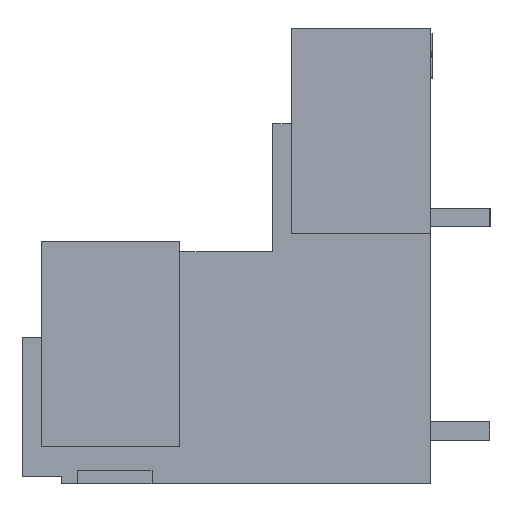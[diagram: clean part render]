
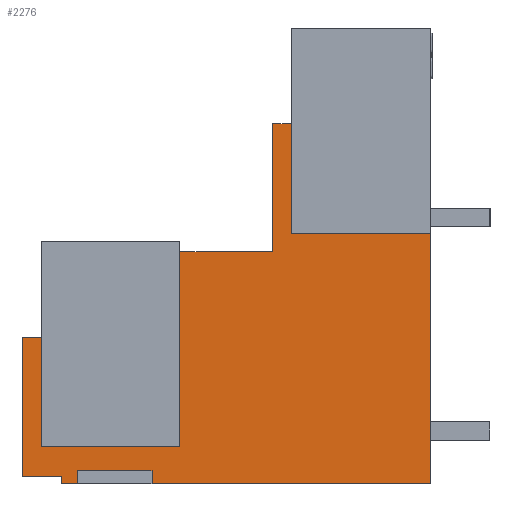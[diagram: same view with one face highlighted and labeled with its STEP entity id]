
A CAD part, left-side view. The second image highlights one B-rep face of the part: STEP entity #2276.
In plain terms, the highlighted planar face has unit normal (-1, 0, 0).
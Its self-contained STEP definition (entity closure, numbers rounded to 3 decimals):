
#2158=AXIS2_PLACEMENT_3D('Plane Axis2P3D',#2155,#2156,#2157) ;
#124=CARTESIAN_POINT('Vertex',(3.45,16.7,12.5)) ;
#127=CARTESIAN_POINT('Line Origine',(3.45,14.2,12.5)) ;
#131=CARTESIAN_POINT('Vertex',(3.45,11.7,12.5)) ;
#735=CARTESIAN_POINT('Line Origine',(3.45,24.175,4.95)) ;
#739=CARTESIAN_POINT('Vertex',(3.45,24.175,7.9)) ;
#741=CARTESIAN_POINT('Vertex',(3.45,24.175,2.)) ;
#1818=CARTESIAN_POINT('Line Origine',(3.45,20.438,2.)) ;
#1822=CARTESIAN_POINT('Vertex',(3.45,16.7,2.)) ;
#1894=CARTESIAN_POINT('Line Origine',(3.45,16.7,7.25)) ;
#2155=CARTESIAN_POINT('Axis2P3D Location',(3.45,3.2,0.4)) ;
#2160=CARTESIAN_POINT('Line Origine',(3.45,10.7,0.)) ;
#2164=CARTESIAN_POINT('Vertex',(3.45,18.2,0.)) ;
#2166=CARTESIAN_POINT('Vertex',(3.45,3.2,0.)) ;
#2169=CARTESIAN_POINT('Line Origine',(3.45,3.2,6.75)) ;
#2173=CARTESIAN_POINT('Vertex',(3.45,3.2,13.5)) ;
#2176=CARTESIAN_POINT('Line Origine',(3.45,6.95,13.5)) ;
#2180=CARTESIAN_POINT('Vertex',(3.45,10.7,13.5)) ;
#2183=CARTESIAN_POINT('Line Origine',(3.45,10.7,16.45)) ;
#2187=CARTESIAN_POINT('Vertex',(3.45,10.7,19.4)) ;
#2190=CARTESIAN_POINT('Line Origine',(3.45,11.2,19.4)) ;
#2194=CARTESIAN_POINT('Vertex',(3.45,11.7,19.4)) ;
#2197=CARTESIAN_POINT('Line Origine',(3.45,11.7,15.95)) ;
#2202=CARTESIAN_POINT('Line Origine',(3.45,24.687,7.9)) ;
#2206=CARTESIAN_POINT('Vertex',(3.45,25.2,7.9)) ;
#2209=CARTESIAN_POINT('Line Origine',(3.45,25.2,4.15)) ;
#2213=CARTESIAN_POINT('Vertex',(3.45,25.2,0.4)) ;
#2216=CARTESIAN_POINT('Line Origine',(3.45,24.145,0.4)) ;
#2220=CARTESIAN_POINT('Vertex',(3.45,23.09,0.4)) ;
#2223=CARTESIAN_POINT('Line Origine',(3.45,23.09,0.2)) ;
#2227=CARTESIAN_POINT('Vertex',(3.45,23.09,0.)) ;
#2230=CARTESIAN_POINT('Line Origine',(3.45,22.645,0.)) ;
#2234=CARTESIAN_POINT('Vertex',(3.45,22.2,0.)) ;
#2237=CARTESIAN_POINT('Line Origine',(3.45,22.2,0.35)) ;
#2241=CARTESIAN_POINT('Vertex',(3.45,22.2,0.7)) ;
#2244=CARTESIAN_POINT('Line Origine',(3.45,20.2,0.7)) ;
#2248=CARTESIAN_POINT('Vertex',(3.45,18.2,0.7)) ;
#2251=CARTESIAN_POINT('Line Origine',(3.45,18.2,0.35)) ;
#128=DIRECTION('Vector Direction',(0.,1.,0.)) ;
#736=DIRECTION('Vector Direction',(0.,0.,-1.)) ;
#1819=DIRECTION('Vector Direction',(0.,-1.,0.)) ;
#1895=DIRECTION('Vector Direction',(0.,0.,-1.)) ;
#2156=DIRECTION('Axis2P3D Direction',(-1.,0.,0.)) ;
#2157=DIRECTION('Axis2P3D XDirection',(0.,0.,-1.)) ;
#2161=DIRECTION('Vector Direction',(0.,-1.,0.)) ;
#2170=DIRECTION('Vector Direction',(0.,0.,1.)) ;
#2177=DIRECTION('Vector Direction',(0.,-1.,0.)) ;
#2184=DIRECTION('Vector Direction',(0.,0.,-1.)) ;
#2191=DIRECTION('Vector Direction',(0.,1.,0.)) ;
#2198=DIRECTION('Vector Direction',(0.,0.,-1.)) ;
#2203=DIRECTION('Vector Direction',(0.,1.,0.)) ;
#2210=DIRECTION('Vector Direction',(0.,0.,-1.)) ;
#2217=DIRECTION('Vector Direction',(0.,-1.,0.)) ;
#2224=DIRECTION('Vector Direction',(0.,0.,-1.)) ;
#2231=DIRECTION('Vector Direction',(0.,-1.,0.)) ;
#2238=DIRECTION('Vector Direction',(0.,0.,1.)) ;
#2245=DIRECTION('Vector Direction',(0.,-1.,0.)) ;
#2252=DIRECTION('Vector Direction',(0.,0.,1.)) ;
#129=VECTOR('Line Direction',#128,1.) ;
#737=VECTOR('Line Direction',#736,1.) ;
#1820=VECTOR('Line Direction',#1819,1.) ;
#1896=VECTOR('Line Direction',#1895,1.) ;
#2162=VECTOR('Line Direction',#2161,1.) ;
#2171=VECTOR('Line Direction',#2170,1.) ;
#2178=VECTOR('Line Direction',#2177,1.) ;
#2185=VECTOR('Line Direction',#2184,1.) ;
#2192=VECTOR('Line Direction',#2191,1.) ;
#2199=VECTOR('Line Direction',#2198,1.) ;
#2204=VECTOR('Line Direction',#2203,1.) ;
#2211=VECTOR('Line Direction',#2210,1.) ;
#2218=VECTOR('Line Direction',#2217,1.) ;
#2225=VECTOR('Line Direction',#2224,1.) ;
#2232=VECTOR('Line Direction',#2231,1.) ;
#2239=VECTOR('Line Direction',#2238,1.) ;
#2246=VECTOR('Line Direction',#2245,1.) ;
#2253=VECTOR('Line Direction',#2252,1.) ;
#2257=ORIENTED_EDGE('',*,*,#2168,.T.) ;
#2258=ORIENTED_EDGE('',*,*,#2175,.T.) ;
#2259=ORIENTED_EDGE('',*,*,#2182,.F.) ;
#2260=ORIENTED_EDGE('',*,*,#2189,.F.) ;
#2261=ORIENTED_EDGE('',*,*,#2196,.T.) ;
#2262=ORIENTED_EDGE('',*,*,#2201,.T.) ;
#2263=ORIENTED_EDGE('',*,*,#133,.T.) ;
#2264=ORIENTED_EDGE('',*,*,#1898,.T.) ;
#2265=ORIENTED_EDGE('',*,*,#1824,.F.) ;
#2266=ORIENTED_EDGE('',*,*,#743,.F.) ;
#2267=ORIENTED_EDGE('',*,*,#2208,.T.) ;
#2268=ORIENTED_EDGE('',*,*,#2215,.T.) ;
#2269=ORIENTED_EDGE('',*,*,#2222,.T.) ;
#2270=ORIENTED_EDGE('',*,*,#2229,.T.) ;
#2271=ORIENTED_EDGE('',*,*,#2236,.T.) ;
#2272=ORIENTED_EDGE('',*,*,#2243,.T.) ;
#2273=ORIENTED_EDGE('',*,*,#2250,.T.) ;
#2274=ORIENTED_EDGE('',*,*,#2255,.F.) ;
#2276=ADVANCED_FACE('HOUSING',(#2275),#2159,.T.) ;
#133=EDGE_CURVE('',#132,#125,#130,.T.) ;
#743=EDGE_CURVE('',#740,#742,#738,.T.) ;
#1824=EDGE_CURVE('',#742,#1823,#1821,.T.) ;
#1898=EDGE_CURVE('',#125,#1823,#1897,.T.) ;
#2168=EDGE_CURVE('',#2165,#2167,#2163,.T.) ;
#2175=EDGE_CURVE('',#2167,#2174,#2172,.T.) ;
#2182=EDGE_CURVE('',#2181,#2174,#2179,.T.) ;
#2189=EDGE_CURVE('',#2188,#2181,#2186,.T.) ;
#2196=EDGE_CURVE('',#2188,#2195,#2193,.T.) ;
#2201=EDGE_CURVE('',#2195,#132,#2200,.T.) ;
#2208=EDGE_CURVE('',#740,#2207,#2205,.T.) ;
#2215=EDGE_CURVE('',#2207,#2214,#2212,.T.) ;
#2222=EDGE_CURVE('',#2214,#2221,#2219,.T.) ;
#2229=EDGE_CURVE('',#2221,#2228,#2226,.T.) ;
#2236=EDGE_CURVE('',#2228,#2235,#2233,.T.) ;
#2243=EDGE_CURVE('',#2235,#2242,#2240,.T.) ;
#2250=EDGE_CURVE('',#2242,#2249,#2247,.T.) ;
#2255=EDGE_CURVE('',#2165,#2249,#2254,.T.) ;
#2256=EDGE_LOOP('',(#2257,#2258,#2259,#2260,#2261,#2262,#2263,#2264,#2265,#2266,#2267,#2268,#2269,#2270,#2271,#2272,#2273,#2274)) ;
#2275=FACE_OUTER_BOUND('',#2256,.T.) ;
#130=LINE('Line',#127,#129) ;
#738=LINE('Line',#735,#737) ;
#1821=LINE('Line',#1818,#1820) ;
#1897=LINE('Line',#1894,#1896) ;
#2163=LINE('Line',#2160,#2162) ;
#2172=LINE('Line',#2169,#2171) ;
#2179=LINE('Line',#2176,#2178) ;
#2186=LINE('Line',#2183,#2185) ;
#2193=LINE('Line',#2190,#2192) ;
#2200=LINE('Line',#2197,#2199) ;
#2205=LINE('Line',#2202,#2204) ;
#2212=LINE('Line',#2209,#2211) ;
#2219=LINE('Line',#2216,#2218) ;
#2226=LINE('Line',#2223,#2225) ;
#2233=LINE('Line',#2230,#2232) ;
#2240=LINE('Line',#2237,#2239) ;
#2247=LINE('Line',#2244,#2246) ;
#2254=LINE('Line',#2251,#2253) ;
#2159=PLANE('',#2158) ;
#125=VERTEX_POINT('',#124) ;
#132=VERTEX_POINT('',#131) ;
#740=VERTEX_POINT('',#739) ;
#742=VERTEX_POINT('',#741) ;
#1823=VERTEX_POINT('',#1822) ;
#2165=VERTEX_POINT('',#2164) ;
#2167=VERTEX_POINT('',#2166) ;
#2174=VERTEX_POINT('',#2173) ;
#2181=VERTEX_POINT('',#2180) ;
#2188=VERTEX_POINT('',#2187) ;
#2195=VERTEX_POINT('',#2194) ;
#2207=VERTEX_POINT('',#2206) ;
#2214=VERTEX_POINT('',#2213) ;
#2221=VERTEX_POINT('',#2220) ;
#2228=VERTEX_POINT('',#2227) ;
#2235=VERTEX_POINT('',#2234) ;
#2242=VERTEX_POINT('',#2241) ;
#2249=VERTEX_POINT('',#2248) ;
